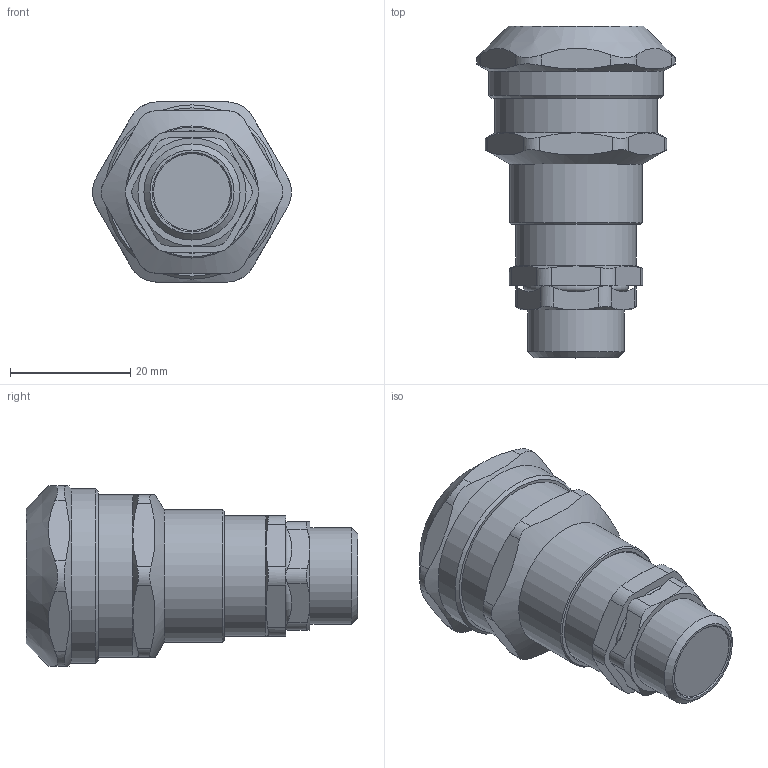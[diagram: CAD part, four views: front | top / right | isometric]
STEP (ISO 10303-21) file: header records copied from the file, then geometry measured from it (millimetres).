
FILE_DESCRIPTION(/* description */ (''),/* implementation_level */ '2;1');
FILE_NAME(/* name */ '',/* time_stamp */ '2024-11-13T15:28:38+07:00',/* author */ ('zeta-44'),/* organization */ (''),/* preprocessor_version */ 'ST-DEVELOPER v19.2',/* originating_system */ 'Autodesk Inventor 2024',/* authorisation */ '');
FILE_SCHEMA (('AUTOMOTIVE_DESIGN { 1 0 10303 214 3 1 1 }'));
Length unit declared in the file: millimetre
Products named in the file (1): Деталь16
Bounding box: 33.09 x 55.23 x 30 mm (x, y, z)
Volume: 23706.7 mm3; surface area: 5473.5 mm2
Topology: 1 solids, 1 shells, 100 faces, 249 edges, 159 vertices
Faces by surface type: plane 33, cone 32, cylinder 29, bspline 4, torus 2
Full cylindrical faces by diameter (mm): 16 x1, 20 x1, 22 x1, 27 x1, 29 x1
Entity records: 3520 total; most frequent: CARTESIAN_POINT 1260, ORIENTED_EDGE 498, DIRECTION 373, EDGE_CURVE 249, VERTEX_POINT 159, AXIS2_PLACEMENT_3D 153, EDGE_LOOP 108, FACE_OUTER_BOUND 100
